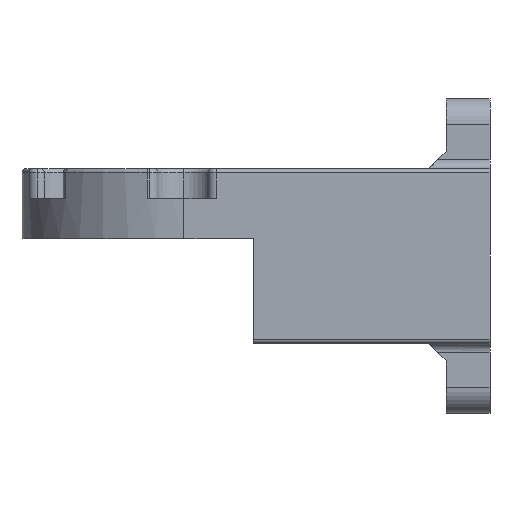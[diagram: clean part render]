
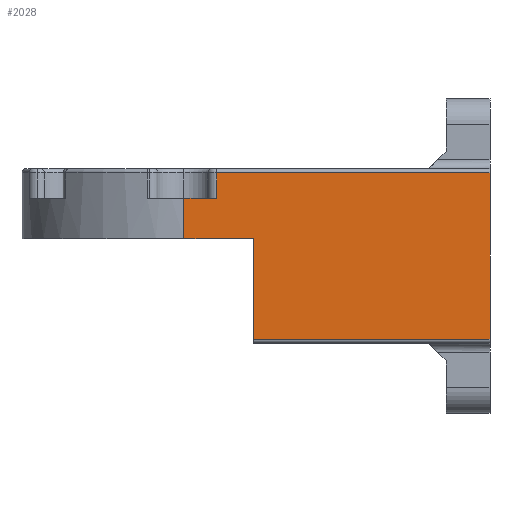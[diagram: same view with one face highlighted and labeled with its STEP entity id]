
A CAD part, left-side view. The second image highlights one B-rep face of the part: STEP entity #2028.
In plain terms, the highlighted planar face has unit normal (-1, 0, 0).
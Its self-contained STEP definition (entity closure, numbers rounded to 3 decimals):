
#17 = LINE ( 'NONE', #1357, #4181 ) ;
#109 = VERTEX_POINT ( 'NONE', #1107 ) ;
#148 = CARTESIAN_POINT ( 'NONE',  ( -18.5, 0., 4.6 ) ) ;
#325 = DIRECTION ( 'NONE',  ( 0., -1., 0. ) ) ;
#345 = CARTESIAN_POINT ( 'NONE',  ( -18.5, 0., 0. ) ) ;
#350 = CARTESIAN_POINT ( 'NONE',  ( -18.5, 0., 8. ) ) ;
#363 = DIRECTION ( 'NONE',  ( 0., 0., -1. ) ) ;
#374 = VERTEX_POINT ( 'NONE', #4178 ) ;
#441 = EDGE_CURVE ( 'NONE', #2929, #669, #17, .T. ) ;
#638 = LINE ( 'NONE', #345, #2164 ) ;
#669 = VERTEX_POINT ( 'NONE', #2189 ) ;
#753 = EDGE_CURVE ( 'NONE', #4071, #109, #1508, .T. ) ;
#917 = CARTESIAN_POINT ( 'NONE',  ( -18.5, -3.75, 7.5 ) ) ;
#941 = CARTESIAN_POINT ( 'NONE',  ( -18.5, 0., 4.6 ) ) ;
#974 = ORIENTED_EDGE ( 'NONE', *, *, #4094, .T. ) ;
#986 = PLANE ( 'NONE',  #2046 ) ;
#1058 = ORIENTED_EDGE ( 'NONE', *, *, #4098, .F. ) ;
#1107 = CARTESIAN_POINT ( 'NONE',  ( -18.5, -3.75, 4.6 ) ) ;
#1119 = EDGE_CURVE ( 'NONE', #109, #2929, #3209, .T. ) ;
#1236 = ORIENTED_EDGE ( 'NONE', *, *, #1119, .T. ) ;
#1357 = CARTESIAN_POINT ( 'NONE',  ( -18.5, 0., 8. ) ) ;
#1508 = LINE ( 'NONE', #2797, #1739 ) ;
#1655 = DIRECTION ( 'NONE',  ( 0., 0., -1. ) ) ;
#1686 = DIRECTION ( 'NONE',  ( 0., 1., 0. ) ) ;
#1739 = VECTOR ( 'NONE', #4086, 1000. ) ;
#1923 = LINE ( 'NONE', #917, #3644 ) ;
#1940 = CARTESIAN_POINT ( 'NONE',  ( -18.5, -35., 0. ) ) ;
#1957 = CARTESIAN_POINT ( 'NONE',  ( -18.5, -8., -52.719 ) ) ;
#1967 = DIRECTION ( 'NONE',  ( 0., 1., 0. ) ) ;
#1987 = LINE ( 'NONE', #1940, #2710 ) ;
#1992 = DIRECTION ( 'NONE',  ( 0., 0., -1. ) ) ;
#2005 = LINE ( 'NONE', #2936, #2719 ) ;
#2028 = ADVANCED_FACE ( 'NONE', ( #3601 ), #986, .F. ) ;
#2046 = AXIS2_PLACEMENT_3D ( 'NONE', #350, #3326, #1992 ) ;
#2164 = VECTOR ( 'NONE', #2935, 1000. ) ;
#2189 = CARTESIAN_POINT ( 'NONE',  ( -18.5, 0., 0. ) ) ;
#2347 = EDGE_CURVE ( 'NONE', #3081, #2464, #2005, .T. ) ;
#2464 = VERTEX_POINT ( 'NONE', #2954 ) ;
#2516 = VERTEX_POINT ( 'NONE', #4036 ) ;
#2710 = VECTOR ( 'NONE', #363, 1000. ) ;
#2719 = VECTOR ( 'NONE', #325, 1000. ) ;
#2797 = CARTESIAN_POINT ( 'NONE',  ( -18.5, -3.75, 8. ) ) ;
#2864 = CARTESIAN_POINT ( 'NONE',  ( -18.5, -8., -11.5 ) ) ;
#2877 = ORIENTED_EDGE ( 'NONE', *, *, #441, .T. ) ;
#2929 = VERTEX_POINT ( 'NONE', #148 ) ;
#2935 = DIRECTION ( 'NONE',  ( 0., -1., 0. ) ) ;
#2936 = CARTESIAN_POINT ( 'NONE',  ( -18.5, 0., -11.5 ) ) ;
#2954 = CARTESIAN_POINT ( 'NONE',  ( -18.5, -35., -11.5 ) ) ;
#3081 = VERTEX_POINT ( 'NONE', #2864 ) ;
#3200 = ORIENTED_EDGE ( 'NONE', *, *, #753, .T. ) ;
#3209 = LINE ( 'NONE', #941, #3503 ) ;
#3248 = DIRECTION ( 'NONE',  ( 0., 0., 1. ) ) ;
#3302 = EDGE_CURVE ( 'NONE', #3081, #374, #3880, .T. ) ;
#3315 = ORIENTED_EDGE ( 'NONE', *, *, #4002, .T. ) ;
#3326 = DIRECTION ( 'NONE',  ( 1., 0., 0. ) ) ;
#3503 = VECTOR ( 'NONE', #1967, 1000. ) ;
#3601 = FACE_OUTER_BOUND ( 'NONE', #4168, .T. ) ;
#3631 = VECTOR ( 'NONE', #3248, 1000. ) ;
#3644 = VECTOR ( 'NONE', #1686, 1000. ) ;
#3829 = ORIENTED_EDGE ( 'NONE', *, *, #2347, .T. ) ;
#3880 = LINE ( 'NONE', #1957, #3631 ) ;
#3889 = CARTESIAN_POINT ( 'NONE',  ( -18.5, -3.75, 7.5 ) ) ;
#3956 = ORIENTED_EDGE ( 'NONE', *, *, #3302, .F. ) ;
#4002 = EDGE_CURVE ( 'NONE', #2516, #4071, #1923, .T. ) ;
#4036 = CARTESIAN_POINT ( 'NONE',  ( -18.5, -35., 7.5 ) ) ;
#4071 = VERTEX_POINT ( 'NONE', #3889 ) ;
#4086 = DIRECTION ( 'NONE',  ( 0., 0., -1. ) ) ;
#4094 = EDGE_CURVE ( 'NONE', #669, #374, #638, .T. ) ;
#4098 = EDGE_CURVE ( 'NONE', #2516, #2464, #1987, .T. ) ;
#4168 = EDGE_LOOP ( 'NONE', ( #3956, #3829, #1058, #3315, #3200, #1236, #2877, #974 ) ) ;
#4178 = CARTESIAN_POINT ( 'NONE',  ( -18.5, -8., 0. ) ) ;
#4181 = VECTOR ( 'NONE', #1655, 1000. ) ;
